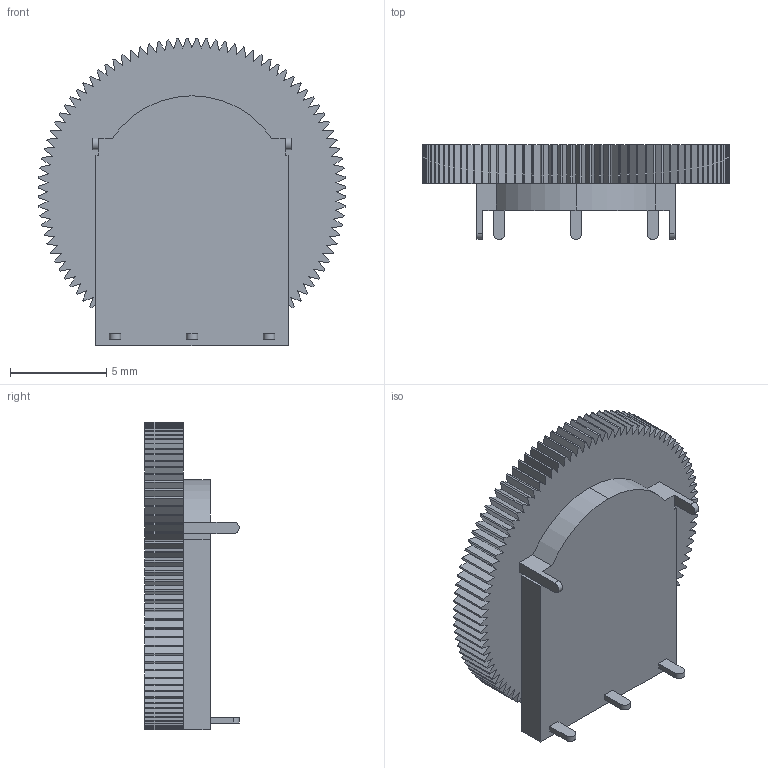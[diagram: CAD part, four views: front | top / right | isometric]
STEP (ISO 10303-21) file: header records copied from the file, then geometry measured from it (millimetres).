
FILE_DESCRIPTION (( 'STEP AP214' ), '1' );
FILE_NAME ('RV1620.STEP', '2022-12-01T03:28:29', ( '' ), ( '' ), 'SwSTEP 2.0', 'SolidWorks 2022', '' );
FILE_SCHEMA (( 'AUTOMOTIVE_DESIGN' ));
Length unit declared in the file: millimetre
Products named in the file (1): RV1620
Bounding box: 15.99 x 4.9 x 16 mm (x, y, z)
Volume: 552 mm3; surface area: 705.4 mm2
Topology: 1 solids, 1 shells, 338 faces, 995 edges, 662 vertices
Faces by surface type: plane 231, cylinder 107
Entity records: 14973 total; most frequent: CARTESIAN_POINT 1996, ORIENTED_EDGE 1990, DIRECTION 1887, EDGE_CURVE 995, VECTOR 781, LINE 781, VERTEX_POINT 662, AXIS2_PLACEMENT_3D 553
